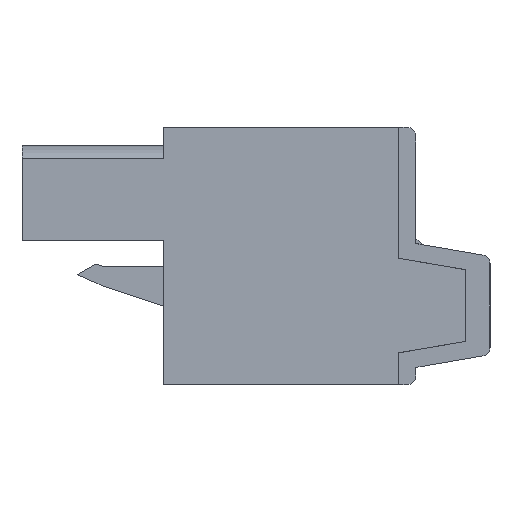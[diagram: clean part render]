
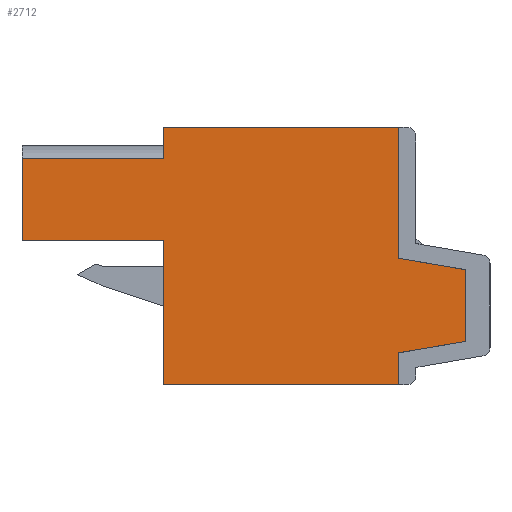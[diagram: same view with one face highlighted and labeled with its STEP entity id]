
A CAD part, left-side view. The second image highlights one B-rep face of the part: STEP entity #2712.
In plain terms, the highlighted planar face has unit normal (-1, 0, 0).
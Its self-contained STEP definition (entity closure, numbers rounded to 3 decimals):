
#2712 = ADVANCED_FACE( '', ( #5467 ), #5468, .F. );
#5467 = FACE_OUTER_BOUND( '', #8301, .T. );
#5468 = PLANE( '', #8302 );
#8301 = EDGE_LOOP( '', ( #15826, #15827, #15828, #15829, #15830, #15831, #15832, #15833, #15834, #15835, #15836, #15837 ) );
#8302 = AXIS2_PLACEMENT_3D( '', #15838, #15839, #15840 );
#15826 = ORIENTED_EDGE( '', *, *, #20515, .F. );
#15827 = ORIENTED_EDGE( '', *, *, #17497, .F. );
#15828 = ORIENTED_EDGE( '', *, *, #17819, .F. );
#15829 = ORIENTED_EDGE( '', *, *, #17902, .F. );
#15830 = ORIENTED_EDGE( '', *, *, #20153, .T. );
#15831 = ORIENTED_EDGE( '', *, *, #18608, .F. );
#15832 = ORIENTED_EDGE( '', *, *, #20500, .F. );
#15833 = ORIENTED_EDGE( '', *, *, #19261, .F. );
#15834 = ORIENTED_EDGE( '', *, *, #20516, .F. );
#15835 = ORIENTED_EDGE( '', *, *, #20517, .F. );
#15836 = ORIENTED_EDGE( '', *, *, #19688, .F. );
#15837 = ORIENTED_EDGE( '', *, *, #19090, .F. );
#15838 = CARTESIAN_POINT( '', ( -17.78, 0., 0. ) );
#15839 = DIRECTION( '', ( 1., 0., 0. ) );
#15840 = DIRECTION( '', ( 0., 0., -1. ) );
#17497 = EDGE_CURVE( '', #20970, #20972, #20973, .T. );
#17819 = EDGE_CURVE( '', #21556, #20970, #21558, .T. );
#17902 = EDGE_CURVE( '', #21710, #21556, #21712, .T. );
#18608 = EDGE_CURVE( '', #22899, #22901, #22902, .T. );
#19090 = EDGE_CURVE( '', #23646, #23648, #23649, .T. );
#19261 = EDGE_CURVE( '', #23909, #23911, #23912, .T. );
#19688 = EDGE_CURVE( '', #23648, #24526, #24527, .T. );
#20153 = EDGE_CURVE( '', #21710, #22901, #25121, .T. );
#20500 = EDGE_CURVE( '', #23911, #22899, #25515, .T. );
#20515 = EDGE_CURVE( '', #20972, #23646, #25532, .T. );
#20516 = EDGE_CURVE( '', #25533, #23909, #25534, .T. );
#20517 = EDGE_CURVE( '', #24526, #25533, #25535, .T. );
#20970 = VERTEX_POINT( '', #26083 );
#20972 = VERTEX_POINT( '', #26086 );
#20973 = LINE( '', #26087, #26088 );
#21556 = VERTEX_POINT( '', #26929 );
#21558 = LINE( '', #26932, #26933 );
#21710 = VERTEX_POINT( '', #27149 );
#21712 = LINE( '', #27152, #27153 );
#22899 = VERTEX_POINT( '', #28853 );
#22901 = VERTEX_POINT( '', #28856 );
#22902 = LINE( '', #28857, #28858 );
#23646 = VERTEX_POINT( '', #29947 );
#23648 = VERTEX_POINT( '', #29950 );
#23649 = LINE( '', #29951, #29952 );
#23909 = VERTEX_POINT( '', #30340 );
#23911 = VERTEX_POINT( '', #30343 );
#23912 = LINE( '', #30344, #30345 );
#24526 = VERTEX_POINT( '', #31255 );
#24527 = LINE( '', #31256, #31257 );
#25121 = LINE( '', #32172, #32173 );
#25515 = LINE( '', #32756, #32757 );
#25532 = LINE( '', #32780, #32781 );
#25533 = VERTEX_POINT( '', #32782 );
#25534 = LINE( '', #32783, #32784 );
#25535 = LINE( '', #32785, #32786 );
#26083 = CARTESIAN_POINT( '', ( -17.78, 15.245, 6.697 ) );
#26086 = CARTESIAN_POINT( '', ( -17.78, 15.245, 8.497 ) );
#26087 = CARTESIAN_POINT( '', ( -17.78, 15.245, -6.403 ) );
#26088 = VECTOR( '', #33243, 1000. );
#26929 = CARTESIAN_POINT( '', ( -17.78, 23.445, 6.697 ) );
#26932 = CARTESIAN_POINT( '', ( -17.78, 23.445, 6.697 ) );
#26933 = VECTOR( '', #33572, 1000. );
#27149 = CARTESIAN_POINT( '', ( -17.78, 23.445, 1.947 ) );
#27152 = CARTESIAN_POINT( '', ( -17.78, 23.445, 1.947 ) );
#27153 = VECTOR( '', #33671, 1000. );
#28853 = CARTESIAN_POINT( '', ( -17.78, 15.245, -6.403 ) );
#28856 = CARTESIAN_POINT( '', ( -17.78, 15.245, 1.947 ) );
#28857 = CARTESIAN_POINT( '', ( -17.78, 15.245, -6.403 ) );
#28858 = VECTOR( '', #34345, 1000. );
#29947 = CARTESIAN_POINT( '', ( -17.78, 1.635, 8.497 ) );
#29950 = CARTESIAN_POINT( '', ( -17.78, 1.635, 0.917 ) );
#29951 = CARTESIAN_POINT( '', ( -17.78, 1.635, 8.497 ) );
#29952 = VECTOR( '', #34815, 1000. );
#30340 = CARTESIAN_POINT( '', ( -17.78, 1.635, -4.563 ) );
#30343 = CARTESIAN_POINT( '', ( -17.78, 1.635, -6.403 ) );
#30344 = CARTESIAN_POINT( '', ( -17.78, 1.635, -4.563 ) );
#30345 = VECTOR( '', #34969, 1000. );
#31255 = CARTESIAN_POINT( '', ( -17.78, -2.248, 0.252 ) );
#31256 = CARTESIAN_POINT( '', ( -17.78, 1.635, 0.917 ) );
#31257 = VECTOR( '', #35338, 1000. );
#32172 = CARTESIAN_POINT( '', ( -17.78, 23.445, 1.947 ) );
#32173 = VECTOR( '', #35708, 1000. );
#32756 = CARTESIAN_POINT( '', ( -17.78, 1.635, -6.403 ) );
#32757 = VECTOR( '', #35934, 1000. );
#32780 = CARTESIAN_POINT( '', ( -17.78, 15.245, 8.497 ) );
#32781 = VECTOR( '', #35944, 1000. );
#32782 = CARTESIAN_POINT( '', ( -17.78, -2.248, -3.898 ) );
#32783 = CARTESIAN_POINT( '', ( -17.78, -2.248, -3.898 ) );
#32784 = VECTOR( '', #35945, 1000. );
#32785 = CARTESIAN_POINT( '', ( -17.78, -2.248, 0.252 ) );
#32786 = VECTOR( '', #35946, 1000. );
#33243 = DIRECTION( '', ( 0., 0., 1. ) );
#33572 = DIRECTION( '', ( 0., -1., 0. ) );
#33671 = DIRECTION( '', ( 0., 0., 1. ) );
#34345 = DIRECTION( '', ( 0., 0., 1. ) );
#34815 = DIRECTION( '', ( 0., 0., -1. ) );
#34969 = DIRECTION( '', ( 0., 0., -1. ) );
#35338 = DIRECTION( '', ( 0., -0.986, -0.169 ) );
#35708 = DIRECTION( '', ( 0., -1., 0. ) );
#35934 = DIRECTION( '', ( 0., 1., 0. ) );
#35944 = DIRECTION( '', ( 0., -1., 0. ) );
#35945 = DIRECTION( '', ( 0., 0.986, -0.169 ) );
#35946 = DIRECTION( '', ( 0., 0., -1. ) );
